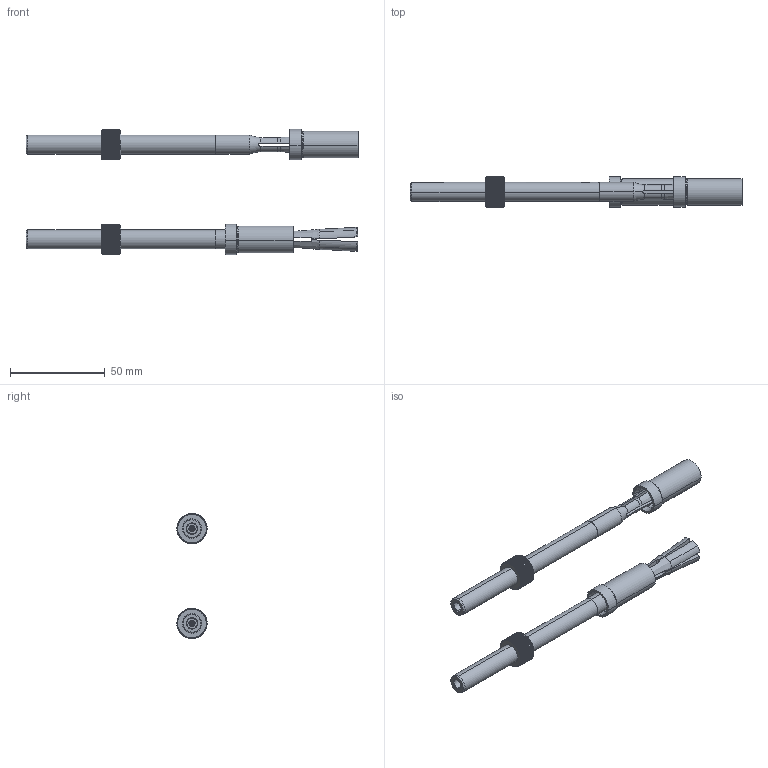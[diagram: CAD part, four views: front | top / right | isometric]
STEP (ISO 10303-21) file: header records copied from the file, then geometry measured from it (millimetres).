
FILE_DESCRIPTION (( 'STEP AP214' ), '1' );
FILE_NAME ('EE103175-WEB.STEP', '2019-07-15T14:33:11', ( '' ), ( '' ), 'SwSTEP 2.0', 'SolidWorks 2018', '' );
FILE_SCHEMA (( 'AUTOMOTIVE_DESIGN' ));
Length unit declared in the file: millimetre
Products named in the file (12): 9EE103175_Sub-conjt. Abierto; 9EE103175_sub-conjt. Cerrado; 9EP100100; EE103175_Conjt. Abierto; 3JT9.5X1.5X12.5; 8TP101016; 9TP101016; 8EE103075_Abierta; EE103175_Conjt. Cerrado; 8EE103075_Cerrada; EE103175-WEB; 9CP101416
Assembly tree (14 placements, depth 4):
  EE103175-WEB
    EE103175_Conjt. Abierto
      9EE103175_Sub-conjt. Abierto
        8EE103075_Abierta
        9EP100100
      9CP101416
      9TP101016
        8TP101016
        3JT9.5X1.5X12.5
    EE103175_Conjt. Cerrado
      9EE103175_sub-conjt. Cerrado
        8EE103075_Cerrada
        9EP100100
      9CP101416
      9TP101016
        8TP101016
        3JT9.5X1.5X12.5
Bounding box: 175.1 x 15.97 x 65.97 mm (x, y, z)
Volume: 26886.4 mm3; surface area: 28400.8 mm2
Topology: 10 solids, 10 shells, 2109 faces, 5846 edges, 3849 vertices
Faces by surface type: plane 746, bspline 730, cylinder 353, cone 219, torus 61
Entity records: 57251 total; most frequent: CARTESIAN_POINT 24933, ORIENTED_EDGE 6286, DIRECTION 3553, EDGE_CURVE 3143, VERTEX_POINT 2062, B_SPLINE_CURVE_WITH_KNOTS 1688, AXIS2_PLACEMENT_3D 1314, EDGE_LOOP 1199
